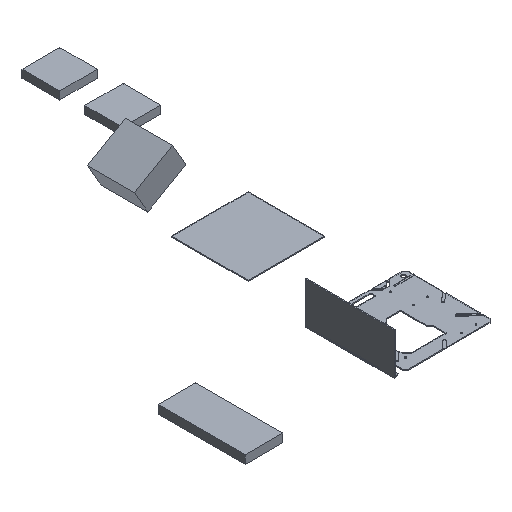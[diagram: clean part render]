
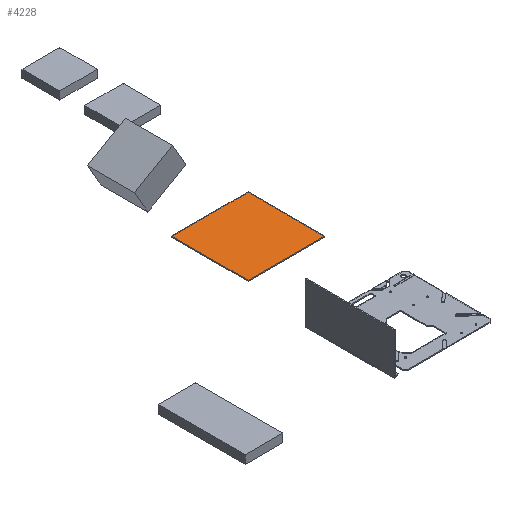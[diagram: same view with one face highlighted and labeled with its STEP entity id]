
A CAD part, isometric view. The second image highlights one B-rep face of the part: STEP entity #4228.
In plain terms, the highlighted planar face has unit normal (0, 0, 1).
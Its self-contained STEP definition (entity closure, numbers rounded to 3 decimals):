
#4108=CARTESIAN_POINT('',(0.,744.,3.));
#4109=VERTEX_POINT('',#4108);
#4116=CARTESIAN_POINT('',(244.,744.,3.));
#4117=VERTEX_POINT('',#4116);
#4118=CARTESIAN_POINT('',(0.,744.,3.));
#4119=DIRECTION('',(1.,0.,-0.));
#4120=VECTOR('',#4119,244.);
#4121=LINE('',#4118,#4120);
#4122=EDGE_CURVE('',#4109,#4117,#4121,.T.);
#4146=CARTESIAN_POINT('',(0.,500.,3.));
#4147=VERTEX_POINT('',#4146);
#4154=CARTESIAN_POINT('',(0.,744.,3.));
#4155=DIRECTION('',(-0.,-1.,-0.));
#4156=VECTOR('',#4155,244.);
#4157=LINE('',#4154,#4156);
#4158=EDGE_CURVE('',#4109,#4147,#4157,.T.);
#4177=CARTESIAN_POINT('',(244.,500.,3.));
#4178=VERTEX_POINT('',#4177);
#4185=CARTESIAN_POINT('',(0.,500.,3.));
#4186=DIRECTION('',(1.,0.,-0.));
#4187=VECTOR('',#4186,244.);
#4188=LINE('',#4185,#4187);
#4189=EDGE_CURVE('',#4147,#4178,#4188,.T.);
#4207=CARTESIAN_POINT('',(244.,500.,3.));
#4208=DIRECTION('',(0.,1.,0.));
#4209=VECTOR('',#4208,244.);
#4210=LINE('',#4207,#4209);
#4211=EDGE_CURVE('',#4178,#4117,#4210,.T.);
#4217=CARTESIAN_POINT('',(0.,0.,3.));
#4218=DIRECTION('',(0.,0.,1.));
#4219=DIRECTION('',(1.,0.,0.));
#4220=AXIS2_PLACEMENT_3D('',#4217,#4218,#4219);
#4221=PLANE('',#4220);
#4222=ORIENTED_EDGE('',*,*,#4122,.F.);
#4223=ORIENTED_EDGE('',*,*,#4158,.T.);
#4224=ORIENTED_EDGE('',*,*,#4189,.T.);
#4225=ORIENTED_EDGE('',*,*,#4211,.T.);
#4226=EDGE_LOOP('',(#4222,#4223,#4224,#4225));
#4227=FACE_BOUND('',#4226,.T.);
#4228=ADVANCED_FACE('',(#4227),#4221,.T.);
